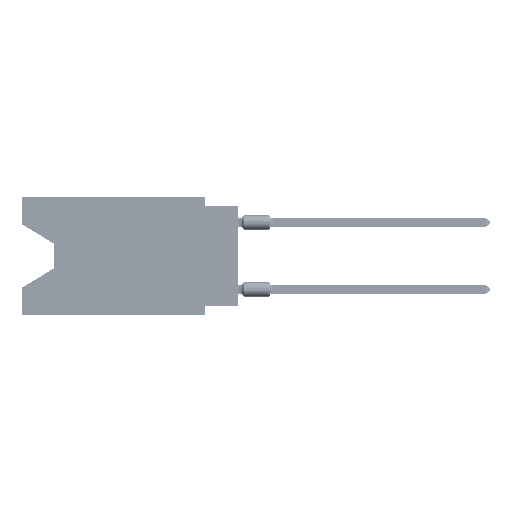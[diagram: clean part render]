
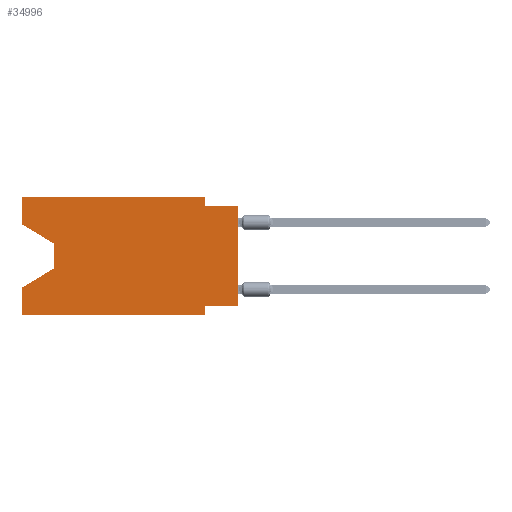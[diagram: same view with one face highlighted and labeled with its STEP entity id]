
A CAD part, left-side view. The second image highlights one B-rep face of the part: STEP entity #34996.
In plain terms, the highlighted planar face has unit normal (-1, 0, 0).
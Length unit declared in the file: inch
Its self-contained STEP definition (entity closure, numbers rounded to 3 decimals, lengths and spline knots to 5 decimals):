
#579 = VERTEX_POINT ( 'NONE', #13193 ) ;
#1119 = EDGE_CURVE ( 'NONE', #61453, #40174, #42639, .T. ) ;
#1454 = VECTOR ( 'NONE', #60890, 39.37008 ) ;
#1954 = DIRECTION ( 'NONE',  ( 0., 0., -1. ) ) ;
#1990 = ORIENTED_EDGE ( 'NONE', *, *, #26712, .T. ) ;
#3277 = ORIENTED_EDGE ( 'NONE', *, *, #11621, .T. ) ;
#5606 = CARTESIAN_POINT ( 'NONE',  ( 0., 0.1, -0.35 ) ) ;
#5829 = DIRECTION ( 'NONE',  ( 0., 0., 1. ) ) ;
#6400 = CARTESIAN_POINT ( 'NONE',  ( 0., 0.645, -0.08025 ) ) ;
#6412 = EDGE_CURVE ( 'NONE', #33005, #50431, #68597, .T. ) ;
#7802 = DIRECTION ( 'NONE',  ( 0., 0., -1. ) ) ;
#8860 = FACE_OUTER_BOUND ( 'NONE', #50427, .T. ) ;
#9078 = VECTOR ( 'NONE', #5829, 39.37008 ) ;
#11621 = EDGE_CURVE ( 'NONE', #579, #42509, #69575, .T. ) ;
#11837 = DIRECTION ( 'NONE',  ( 0., 0., -1. ) ) ;
#13191 = DIRECTION ( 'NONE',  ( 0., 0., 1. ) ) ;
#13193 = CARTESIAN_POINT ( 'NONE',  ( 0., 0.55, -0.138 ) ) ;
#13440 = VECTOR ( 'NONE', #30814, 39.37008 ) ;
#13537 = CARTESIAN_POINT ( 'NONE',  ( 0., 0.645, 0. ) ) ;
#13994 = DIRECTION ( 'NONE',  ( 1., 0., 0. ) ) ;
#15237 = DIRECTION ( 'NONE',  ( 0., -1., 0. ) ) ;
#15650 = VECTOR ( 'NONE', #46186, 39.37008 ) ;
#16087 = CARTESIAN_POINT ( 'NONE',  ( 0., 0., 0. ) ) ;
#16362 = LINE ( 'NONE', #65005, #28062 ) ;
#16514 = CARTESIAN_POINT ( 'NONE',  ( 0., 0.645, -0.26975 ) ) ;
#17125 = EDGE_CURVE ( 'NONE', #19926, #59445, #16362, .T. ) ;
#17846 = ORIENTED_EDGE ( 'NONE', *, *, #68007, .F. ) ;
#19086 = VECTOR ( 'NONE', #11837, 39.37008 ) ;
#19094 = LINE ( 'NONE', #68840, #15650 ) ;
#19926 = VERTEX_POINT ( 'NONE', #41545 ) ;
#21918 = VECTOR ( 'NONE', #1954, 39.37008 ) ;
#22601 = CARTESIAN_POINT ( 'NONE',  ( 0., 0.55, -0.212 ) ) ;
#23831 = ORIENTED_EDGE ( 'NONE', *, *, #39533, .F. ) ;
#24454 = VERTEX_POINT ( 'NONE', #16514 ) ;
#24951 = PLANE ( 'NONE',  #28563 ) ;
#25492 = CARTESIAN_POINT ( 'NONE',  ( 0., 0., -0.025 ) ) ;
#25576 = CARTESIAN_POINT ( 'NONE',  ( 0., 0.645, 0. ) ) ;
#25811 = CARTESIAN_POINT ( 'NONE',  ( 0., 0.1, -0.325 ) ) ;
#26712 = EDGE_CURVE ( 'NONE', #19926, #45322, #55910, .T. ) ;
#27613 = LINE ( 'NONE', #6400, #1454 ) ;
#28062 = VECTOR ( 'NONE', #53663, 39.37008 ) ;
#28563 = AXIS2_PLACEMENT_3D ( 'NONE', #64098, #13994, #7802 ) ;
#28639 = CARTESIAN_POINT ( 'NONE',  ( 0., 0.645, -0.35 ) ) ;
#30343 = LINE ( 'NONE', #13537, #30985 ) ;
#30753 = CARTESIAN_POINT ( 'NONE',  ( 0., 0.645, 0. ) ) ;
#30814 = DIRECTION ( 'NONE',  ( 0., 0., -1. ) ) ;
#30985 = VECTOR ( 'NONE', #13191, 39.37008 ) ;
#31306 = CARTESIAN_POINT ( 'NONE',  ( 0., 0.645, -0.35 ) ) ;
#33005 = VERTEX_POINT ( 'NONE', #30753 ) ;
#34764 = LINE ( 'NONE', #41323, #40453 ) ;
#34996 = ADVANCED_FACE ( 'NONE', ( #8860 ), #24951, .F. ) ;
#36236 = ORIENTED_EDGE ( 'NONE', *, *, #6412, .F. ) ;
#38247 = EDGE_CURVE ( 'NONE', #61453, #24454, #30343, .T. ) ;
#39533 = EDGE_CURVE ( 'NONE', #46506, #45322, #34764, .T. ) ;
#40174 = VERTEX_POINT ( 'NONE', #47793 ) ;
#40426 = EDGE_CURVE ( 'NONE', #50431, #46506, #47624, .T. ) ;
#40453 = VECTOR ( 'NONE', #58484, 39.37008 ) ;
#41323 = CARTESIAN_POINT ( 'NONE',  ( 0., 0., -0.025 ) ) ;
#41545 = CARTESIAN_POINT ( 'NONE',  ( 0., 0., -0.325 ) ) ;
#42509 = VERTEX_POINT ( 'NONE', #22601 ) ;
#42639 = LINE ( 'NONE', #31306, #52336 ) ;
#44363 = LINE ( 'NONE', #5606, #19086 ) ;
#45322 = VERTEX_POINT ( 'NONE', #25492 ) ;
#46186 = DIRECTION ( 'NONE',  ( 0., 0.855, -0.519 ) ) ;
#46506 = VERTEX_POINT ( 'NONE', #68060 ) ;
#46739 = EDGE_CURVE ( 'NONE', #63590, #33005, #63308, .T. ) ;
#47050 = ORIENTED_EDGE ( 'NONE', *, *, #17125, .F. ) ;
#47624 = LINE ( 'NONE', #69918, #21918 ) ;
#47793 = CARTESIAN_POINT ( 'NONE',  ( 0., 0.1, -0.35 ) ) ;
#47883 = DIRECTION ( 'NONE',  ( 0., 0., 1. ) ) ;
#50355 = VECTOR ( 'NONE', #47883, 39.37008 ) ;
#50427 = EDGE_LOOP ( 'NONE', ( #53294, #3277, #52469, #51131, #64567, #17846, #47050, #1990, #23831, #66305, #36236, #69180 ) ) ;
#50431 = VERTEX_POINT ( 'NONE', #59528 ) ;
#51131 = ORIENTED_EDGE ( 'NONE', *, *, #38247, .F. ) ;
#51502 = EDGE_CURVE ( 'NONE', #42509, #24454, #19094, .T. ) ;
#52125 = CARTESIAN_POINT ( 'NONE',  ( 0., 0.645, 0. ) ) ;
#52336 = VECTOR ( 'NONE', #15237, 39.37008 ) ;
#52469 = ORIENTED_EDGE ( 'NONE', *, *, #51502, .T. ) ;
#53294 = ORIENTED_EDGE ( 'NONE', *, *, #66418, .T. ) ;
#53663 = DIRECTION ( 'NONE',  ( 0., 1., 0. ) ) ;
#55910 = LINE ( 'NONE', #16087, #9078 ) ;
#58484 = DIRECTION ( 'NONE',  ( 0., -1., 0. ) ) ;
#59445 = VERTEX_POINT ( 'NONE', #25811 ) ;
#59528 = CARTESIAN_POINT ( 'NONE',  ( 0., 0.1, 0. ) ) ;
#60890 = DIRECTION ( 'NONE',  ( 0., -0.855, -0.519 ) ) ;
#61453 = VERTEX_POINT ( 'NONE', #28639 ) ;
#63308 = LINE ( 'NONE', #25576, #50355 ) ;
#63590 = VERTEX_POINT ( 'NONE', #63977 ) ;
#63837 = DIRECTION ( 'NONE',  ( 0., -1., 0. ) ) ;
#63977 = CARTESIAN_POINT ( 'NONE',  ( 0., 0.645, -0.08025 ) ) ;
#64098 = CARTESIAN_POINT ( 'NONE',  ( 0., 0.645, 0. ) ) ;
#64567 = ORIENTED_EDGE ( 'NONE', *, *, #1119, .T. ) ;
#65005 = CARTESIAN_POINT ( 'NONE',  ( 0., 0., -0.325 ) ) ;
#66305 = ORIENTED_EDGE ( 'NONE', *, *, #40426, .F. ) ;
#66378 = VECTOR ( 'NONE', #63837, 39.37008 ) ;
#66418 = EDGE_CURVE ( 'NONE', #63590, #579, #27613, .T. ) ;
#68007 = EDGE_CURVE ( 'NONE', #59445, #40174, #44363, .T. ) ;
#68060 = CARTESIAN_POINT ( 'NONE',  ( 0., 0.1, -0.025 ) ) ;
#68597 = LINE ( 'NONE', #52125, #66378 ) ;
#68840 = CARTESIAN_POINT ( 'NONE',  ( 0., 0.55, -0.212 ) ) ;
#69180 = ORIENTED_EDGE ( 'NONE', *, *, #46739, .F. ) ;
#69575 = LINE ( 'NONE', #70651, #13440 ) ;
#69918 = CARTESIAN_POINT ( 'NONE',  ( 0., 0.1, 0. ) ) ;
#70651 = CARTESIAN_POINT ( 'NONE',  ( 0., 0.55, -0.138 ) ) ;
